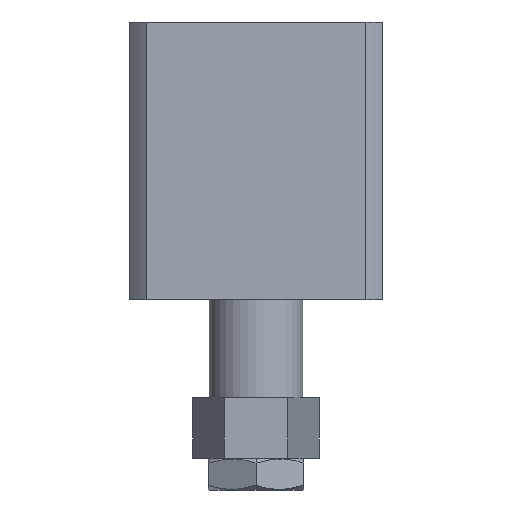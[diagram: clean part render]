
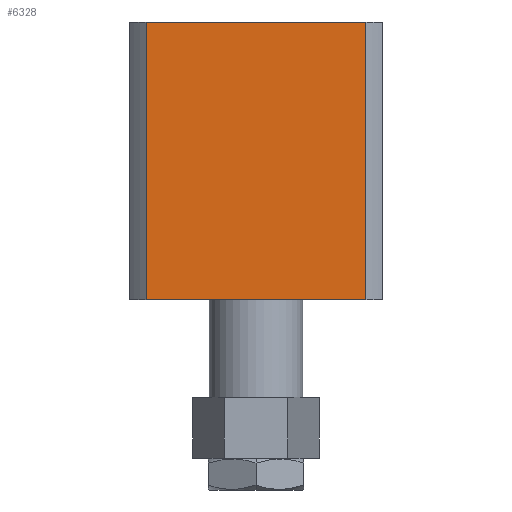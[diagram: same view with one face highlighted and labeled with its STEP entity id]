
A CAD part, left-side view. The second image highlights one B-rep face of the part: STEP entity #6328.
In plain terms, the highlighted planar face has unit normal (-1, 0, 0).
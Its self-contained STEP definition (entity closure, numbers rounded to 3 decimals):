
#57 = VERTEX_POINT ( 'NONE', #5913 ) ;
#305 = EDGE_LOOP ( 'NONE', ( #998, #999, #1000, #1001 ) ) ;
#519 = EDGE_CURVE ( 'NONE', #6117, #6104, #1851, .T. ) ;
#603 = EDGE_CURVE ( 'NONE', #57, #6104, #1872, .T. ) ;
#604 = EDGE_CURVE ( 'NONE', #6117, #6279, #1870, .T. ) ;
#662 = EDGE_CURVE ( 'NONE', #6279, #57, #2664, .T. ) ;
#998 = ORIENTED_EDGE ( 'NONE', *, *, #603, .F. ) ;
#999 = ORIENTED_EDGE ( 'NONE', *, *, #662, .F. ) ;
#1000 = ORIENTED_EDGE ( 'NONE', *, *, #604, .F. ) ;
#1001 = ORIENTED_EDGE ( 'NONE', *, *, #519, .T. ) ;
#1487 = VECTOR ( 'NONE', #2544, 1000. ) ;
#1851 = LINE ( 'NONE', #2510, #1855 ) ;
#1855 = VECTOR ( 'NONE', #2506, 1000. ) ;
#1870 = LINE ( 'NONE', #2538, #1487 ) ;
#1872 = LINE ( 'NONE', #2541, #1875 ) ;
#1875 = VECTOR ( 'NONE', #2543, 1000. ) ;
#2506 = DIRECTION ( 'NONE',  ( 0., -1., 0. ) ) ;
#2510 = CARTESIAN_POINT ( 'NONE',  ( -48., -48., 0. ) ) ;
#2538 = CARTESIAN_POINT ( 'NONE',  ( -48., 41.572, 105. ) ) ;
#2541 = CARTESIAN_POINT ( 'NONE',  ( -48., -41.572, 105. ) ) ;
#2543 = DIRECTION ( 'NONE',  ( 0., 0., -1. ) ) ;
#2544 = DIRECTION ( 'NONE',  ( 0., 0., 1. ) ) ;
#2664 = LINE ( 'NONE', #2924, #2666 ) ;
#2666 = VECTOR ( 'NONE', #2931, 1000. ) ;
#2924 = CARTESIAN_POINT ( 'NONE',  ( -48., -48., 105. ) ) ;
#2931 = DIRECTION ( 'NONE',  ( 0., -1., 0. ) ) ;
#5308 = CARTESIAN_POINT ( 'NONE',  ( -48., -41.572, 0. ) ) ;
#5321 = CARTESIAN_POINT ( 'NONE',  ( -48., 41.572, 0. ) ) ;
#5421 = FACE_OUTER_BOUND ( 'NONE', #305, .T. ) ;
#5530 = CARTESIAN_POINT ( 'NONE',  ( -48., 41.572, 105. ) ) ;
#5615 = CARTESIAN_POINT ( 'NONE',  ( -48., -48., 105. ) ) ;
#5617 = PLANE ( 'NONE',  #5756 ) ;
#5620 = DIRECTION ( 'NONE',  ( 1., 0., 0. ) ) ;
#5621 = DIRECTION ( 'NONE',  ( 0., 0., -1. ) ) ;
#5756 = AXIS2_PLACEMENT_3D ( 'NONE', #5615, #5620, #5621 ) ;
#5913 = CARTESIAN_POINT ( 'NONE',  ( -48., -41.572, 105. ) ) ;
#6104 = VERTEX_POINT ( 'NONE', #5308 ) ;
#6117 = VERTEX_POINT ( 'NONE', #5321 ) ;
#6279 = VERTEX_POINT ( 'NONE', #5530 ) ;
#6328 = ADVANCED_FACE ( 'NONE', ( #5421 ), #5617, .F. ) ;
